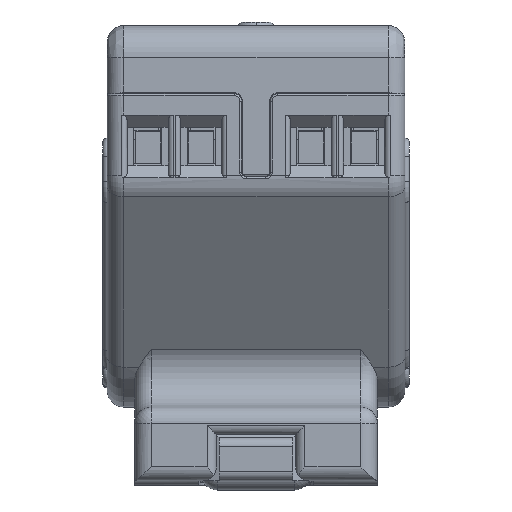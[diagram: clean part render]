
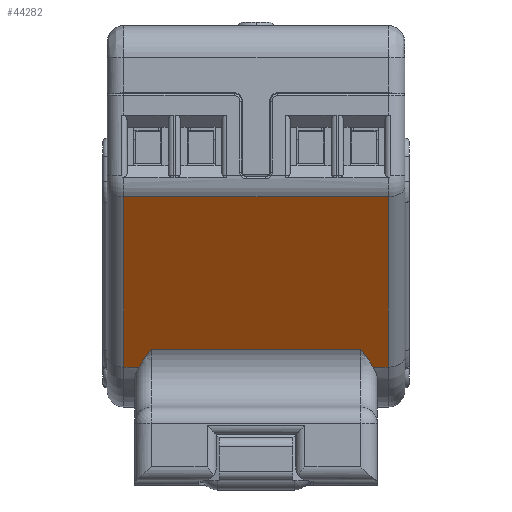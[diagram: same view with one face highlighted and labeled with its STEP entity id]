
A CAD part, left-side view. The second image highlights one B-rep face of the part: STEP entity #44282.
In plain terms, the highlighted planar face has unit normal (-0.824, 0, -0.566).
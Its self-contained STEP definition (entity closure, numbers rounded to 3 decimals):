
#3035=DIRECTION('',(0.,1.,0.));
#3036=VECTOR('',#3035,28.7);
#3037=CARTESIAN_POINT('',(-22.247,-14.35,-11.166));
#3038=LINE('',#3037,#3036);
#3098=DIRECTION('',(-0.566,0.,0.824));
#3099=VECTOR('',#3098,22.446);
#3100=CARTESIAN_POINT('',(-9.533,14.35,-29.664));
#3101=LINE('',#3100,#3099);
#13725=DIRECTION('',(0.,-1.,0.));
#13726=VECTOR('',#13725,1.628);
#13727=CARTESIAN_POINT('',(-9.533,14.35,-29.664));
#13728=LINE('',#13727,#13726);
#13747=DIRECTION('',(0.,1.,0.));
#13748=VECTOR('',#13747,22.7);
#13749=CARTESIAN_POINT('',(-10.859,-11.35,-27.734));
#13750=LINE('',#13749,#13748);
#13761=DIRECTION('',(0.566,0.,-0.824));
#13762=VECTOR('',#13761,22.446);
#13763=CARTESIAN_POINT('',(-22.247,-14.35,-11.166));
#13764=LINE('',#13763,#13762);
#16675=CARTESIAN_POINT('',(-9.533,12.722,
-29.664));
#16680=CARTESIAN_POINT('',(-9.533,12.722,
-29.664));
#16681=CARTESIAN_POINT('',(-9.694,12.6,
-29.429));
#16682=CARTESIAN_POINT('',(-10.004,12.321,
-28.978));
#16683=CARTESIAN_POINT('',(-10.442,11.845,
-28.342));
#16684=CARTESIAN_POINT('',(-10.721,11.514,
-27.936));
#16685=CARTESIAN_POINT('',(-10.859,11.35,-27.734));
#16729=CARTESIAN_POINT('',(-10.859,-11.35,-27.734));
#16730=CARTESIAN_POINT('',(-10.721,-11.514,
-27.936));
#16731=CARTESIAN_POINT('',(-10.442,-11.845,
-28.342));
#16732=CARTESIAN_POINT('',(-10.004,-12.321,
-28.978));
#16733=CARTESIAN_POINT('',(-9.694,-12.6,
-29.429));
#16734=CARTESIAN_POINT('',(-9.533,-12.722,
-29.664));
#16764=DIRECTION('',(0.,-1.,0.));
#16765=VECTOR('',#16764,1.628);
#16766=CARTESIAN_POINT('',(-9.533,-12.722,
-29.664));
#16767=LINE('',#16766,#16765);
#26911=CARTESIAN_POINT('',(-10.859,-11.35,-27.734));
#26912=VERTEX_POINT('',#26911);
#26930=CARTESIAN_POINT('',(-10.859,11.35,-27.734));
#26931=VERTEX_POINT('',#26930);
#26938=VERTEX_POINT('',#16734);
#26939=VERTEX_POINT('',#16675);
#27223=CARTESIAN_POINT('',(-9.533,14.35,-29.664));
#27224=VERTEX_POINT('',#27223);
#27227=CARTESIAN_POINT('',(-22.247,14.35,-11.166));
#27228=VERTEX_POINT('',#27227);
#27251=CARTESIAN_POINT('',(-9.533,-14.35,-29.664));
#27252=VERTEX_POINT('',#27251);
#27255=CARTESIAN_POINT('',(-22.247,-14.35,-11.166));
#27256=VERTEX_POINT('',#27255);
#44262=CARTESIAN_POINT('',(-6.553,-16.15,-34.));
#44263=DIRECTION('',(-0.824,0.,-0.566));
#44264=DIRECTION('',(-0.566,0.,0.824));
#44265=AXIS2_PLACEMENT_3D('',#44262,#44263,#44264);
#44266=PLANE('',#44265);
#44268=ORIENTED_EDGE('',*,*,#44267,.T.);
#44270=ORIENTED_EDGE('',*,*,#44269,.F.);
#44272=ORIENTED_EDGE('',*,*,#44271,.F.);
#44274=ORIENTED_EDGE('',*,*,#44273,.T.);
#44276=ORIENTED_EDGE('',*,*,#44275,.F.);
#44277=ORIENTED_EDGE('',*,*,#44251,.F.);
#44278=ORIENTED_EDGE('',*,*,#34354,.T.);
#44279=ORIENTED_EDGE('',*,*,#34294,.F.);
#44280=EDGE_LOOP('',(#44268,#44270,#44272,#44274,#44276,#44277,#44278,#44279));
#44281=FACE_OUTER_BOUND('',#44280,.F.);
#44282=ADVANCED_FACE('',(#44281),#44266,.T.);
#16686=B_SPLINE_CURVE_WITH_KNOTS('',3,(#16680,#16681,#16682,#16683,#16684,
#16685),.UNSPECIFIED.,.F.,.F.,(4,1,1,4),(0.,0.333,
0.667,1.),.UNSPECIFIED.);
#16735=B_SPLINE_CURVE_WITH_KNOTS('',3,(#16729,#16730,#16731,#16732,#16733,
#16734),.UNSPECIFIED.,.F.,.F.,(4,1,1,4),(0.,0.333,
0.667,1.),.UNSPECIFIED.);
#34294=EDGE_CURVE('',#27256,#27228,#3038,.T.);
#34354=EDGE_CURVE('',#27224,#27228,#3101,.T.);
#44251=EDGE_CURVE('',#27224,#26939,#13728,.T.);
#44267=EDGE_CURVE('',#27256,#27252,#13764,.T.);
#44269=EDGE_CURVE('',#26938,#27252,#16767,.T.);
#44271=EDGE_CURVE('',#26912,#26938,#16735,.T.);
#44273=EDGE_CURVE('',#26912,#26931,#13750,.T.);
#44275=EDGE_CURVE('',#26939,#26931,#16686,.T.);
